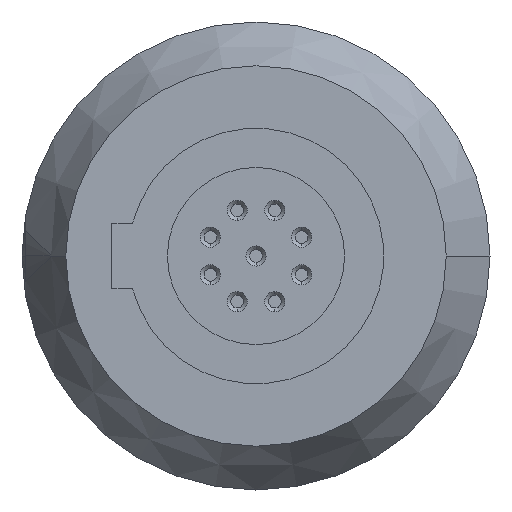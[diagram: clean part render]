
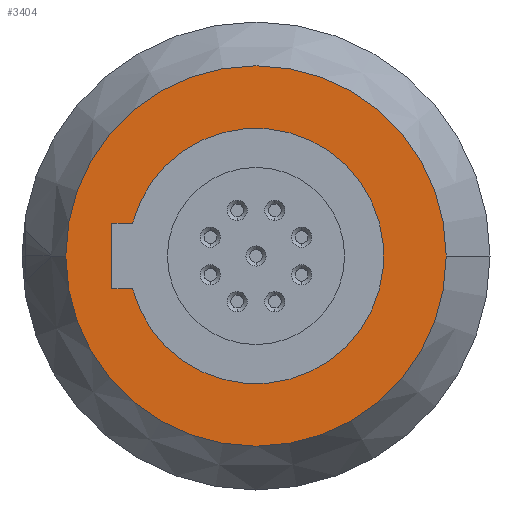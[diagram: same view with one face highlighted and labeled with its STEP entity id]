
A CAD part, left-side view. The second image highlights one B-rep face of the part: STEP entity #3404.
In plain terms, the highlighted planar face has unit normal (-1, 0, 0).
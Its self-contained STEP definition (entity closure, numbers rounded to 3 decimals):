
#522=CARTESIAN_POINT('',(-15.4,0.,0.));
#523=DIRECTION('',(-1.,0.,0.));
#524=DIRECTION('',(0.,1.,0.));
#525=AXIS2_PLACEMENT_3D('',#522,#523,#524);
#527=CARTESIAN_POINT('',(-15.4,0.,0.));
#528=DIRECTION('',(1.,0.,0.));
#529=DIRECTION('',(0.,1.,0.));
#530=AXIS2_PLACEMENT_3D('',#527,#528,#529);
#532=DIRECTION('',(0.,-1.,0.));
#533=VECTOR('',#532,0.82);
#534=CARTESIAN_POINT('',(-15.4,5.7,1.3));
#535=LINE('',#534,#533);
#536=DIRECTION('',(0.,0.,1.));
#537=VECTOR('',#536,2.6);
#538=CARTESIAN_POINT('',(-15.4,5.7,-1.3));
#539=LINE('',#538,#537);
#540=DIRECTION('',(0.,1.,0.));
#541=VECTOR('',#540,0.82);
#542=CARTESIAN_POINT('',(-15.4,4.88,-1.3));
#543=LINE('',#542,#541);
#544=CARTESIAN_POINT('',(-15.4,0.,0.));
#545=DIRECTION('',(1.,0.,0.));
#546=DIRECTION('',(0.,0.966,0.257));
#547=AXIS2_PLACEMENT_3D('',#544,#545,#546);
#2202=CARTESIAN_POINT('',(-15.4,-7.518,0.));
#2203=VERTEX_POINT('',#2202);
#2204=CARTESIAN_POINT('',(-15.4,7.518,0.));
#2205=VERTEX_POINT('',#2204);
#2606=CARTESIAN_POINT('',(-15.4,4.88,1.3));
#2607=CARTESIAN_POINT('',(-15.4,4.88,-1.3));
#2608=VERTEX_POINT('',#2606);
#2609=VERTEX_POINT('',#2607);
#2618=CARTESIAN_POINT('',(-15.4,5.7,-1.3));
#2619=VERTEX_POINT('',#2618);
#2620=CARTESIAN_POINT('',(-15.4,5.7,1.3));
#2621=VERTEX_POINT('',#2620);
#3385=CARTESIAN_POINT('',(-15.4,0.,0.));
#3386=DIRECTION('',(1.,0.,0.));
#3387=DIRECTION('',(0.,-1.,0.));
#3388=AXIS2_PLACEMENT_3D('',#3385,#3386,#3387);
#3389=PLANE('',#3388);
#3390=ORIENTED_EDGE('',*,*,#3278,.F.);
#3391=ORIENTED_EDGE('',*,*,#3371,.T.);
#3392=EDGE_LOOP('',(#3390,#3391));
#3393=FACE_OUTER_BOUND('',#3392,.F.);
#3395=ORIENTED_EDGE('',*,*,#3394,.F.);
#3397=ORIENTED_EDGE('',*,*,#3396,.F.);
#3399=ORIENTED_EDGE('',*,*,#3398,.F.);
#3401=ORIENTED_EDGE('',*,*,#3400,.F.);
#3402=EDGE_LOOP('',(#3395,#3397,#3399,#3401));
#3403=FACE_BOUND('',#3402,.F.);
#526=CIRCLE('',#525,7.518);
#531=CIRCLE('',#530,7.518);
#548=CIRCLE('',#547,5.05);
#3278=EDGE_CURVE('',#2205,#2203,#526,.T.);
#3371=EDGE_CURVE('',#2205,#2203,#531,.T.);
#3394=EDGE_CURVE('',#2608,#2609,#548,.T.);
#3396=EDGE_CURVE('',#2621,#2608,#535,.T.);
#3398=EDGE_CURVE('',#2619,#2621,#539,.T.);
#3400=EDGE_CURVE('',#2609,#2619,#543,.T.);
#3404=ADVANCED_FACE('',(#3393,#3403),#3389,.F.);
